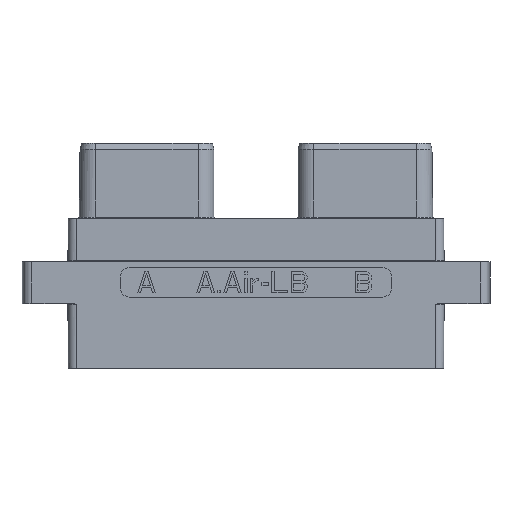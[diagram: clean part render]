
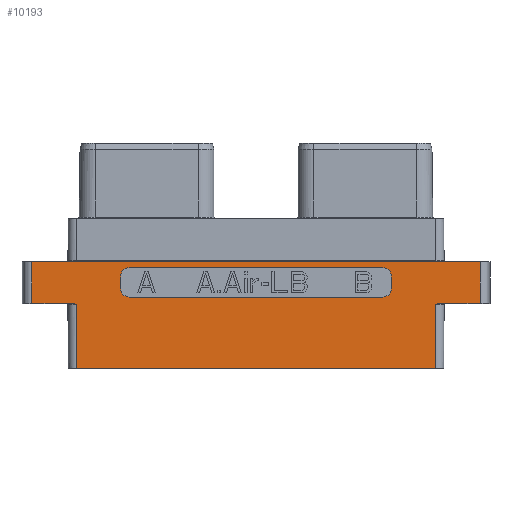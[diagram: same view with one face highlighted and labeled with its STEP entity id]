
A CAD part, top view. The second image highlights one B-rep face of the part: STEP entity #10193.
In plain terms, the highlighted planar face has unit normal (0, 0, 1).
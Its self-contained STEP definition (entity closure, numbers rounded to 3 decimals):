
#22=DIRECTION('',(-1.,0.,0.));
#23=VECTOR('',#22,53.065);
#24=CARTESIAN_POINT('',(26.532,-5.15,7.95));
#25=LINE('',#24,#23);
#146=DIRECTION('',(0.,1.,0.));
#147=VECTOR('',#146,4.96);
#148=CARTESIAN_POINT('',(26.532,-10.11,7.95));
#149=LINE('',#148,#147);
#164=CARTESIAN_POINT('',(-15.,-6.86,7.95));
#165=DIRECTION('',(0.,0.,1.));
#166=DIRECTION('',(0.,1.,0.));
#167=AXIS2_PLACEMENT_3D('',#164,#165,#166);
#169=DIRECTION('',(0.,-1.,0.));
#170=VECTOR('',#169,1.5);
#171=CARTESIAN_POINT('',(-16.,-6.86,7.95));
#172=LINE('',#171,#170);
#173=CARTESIAN_POINT('',(-15.,-8.36,7.95));
#174=DIRECTION('',(0.,0.,1.));
#175=DIRECTION('',(-1.,0.,0.));
#176=AXIS2_PLACEMENT_3D('',#173,#174,#175);
#178=DIRECTION('',(1.,0.,0.));
#179=VECTOR('',#178,30.);
#180=CARTESIAN_POINT('',(-15.,-9.36,7.95));
#181=LINE('',#180,#179);
#182=CARTESIAN_POINT('',(15.,-8.36,7.95));
#183=DIRECTION('',(0.,0.,1.));
#184=DIRECTION('',(0.,-1.,0.));
#185=AXIS2_PLACEMENT_3D('',#182,#183,#184);
#187=DIRECTION('',(0.,1.,0.));
#188=VECTOR('',#187,1.5);
#189=CARTESIAN_POINT('',(16.,-8.36,7.95));
#190=LINE('',#189,#188);
#191=CARTESIAN_POINT('',(15.,-6.86,7.95));
#192=DIRECTION('',(0.,0.,1.));
#193=DIRECTION('',(1.,0.,0.));
#194=AXIS2_PLACEMENT_3D('',#191,#192,#193);
#196=DIRECTION('',(-1.,0.,0.));
#197=VECTOR('',#196,30.);
#198=CARTESIAN_POINT('',(15.,-5.86,7.95));
#199=LINE('',#198,#197);
#208=CARTESIAN_POINT('',(-21.259,-10.21,7.95));
#210=DIRECTION('',(0.006,-1.,0.));
#211=VECTOR('',#210,7.6);
#212=CARTESIAN_POINT('',(-21.259,-10.21,7.95));
#213=LINE('',#212,#211);
#214=CARTESIAN_POINT('',(-21.21,-17.81,7.95));
#237=CARTESIAN_POINT('',(-21.718,-10.11,7.95));
#238=CARTESIAN_POINT('',(-21.671,-10.11,7.95));
#239=CARTESIAN_POINT('',(-21.575,-10.121,7.95));
#240=CARTESIAN_POINT('',(-21.421,-10.159,7.95));
#241=CARTESIAN_POINT('',(-21.314,-10.193,7.95));
#242=CARTESIAN_POINT('',(-21.259,-10.21,7.95));
#250=CARTESIAN_POINT('',(-21.718,-10.11,7.95));
#286=DIRECTION('',(1.,0.,0.));
#287=VECTOR('',#286,4.815);
#288=CARTESIAN_POINT('',(-26.532,-10.11,7.95));
#289=LINE('',#288,#287);
#374=DIRECTION('',(1.,0.,0.));
#375=VECTOR('',#374,42.42);
#376=CARTESIAN_POINT('',(-21.21,-17.81,7.95));
#377=LINE('',#376,#375);
#401=CARTESIAN_POINT('',(21.259,-10.21,7.95));
#427=CARTESIAN_POINT('',(21.21,-17.81,7.95));
#429=DIRECTION('',(0.006,1.,0.));
#430=VECTOR('',#429,7.6);
#431=CARTESIAN_POINT('',(21.21,-17.81,7.95));
#432=LINE('',#431,#430);
#433=CARTESIAN_POINT('',(21.259,-10.21,7.95));
#434=CARTESIAN_POINT('',(21.314,-10.193,7.95));
#435=CARTESIAN_POINT('',(21.421,-10.159,7.95));
#436=CARTESIAN_POINT('',(21.575,-10.121,7.95));
#437=CARTESIAN_POINT('',(21.671,-10.11,7.95));
#438=CARTESIAN_POINT('',(21.718,-10.11,7.95));
#440=CARTESIAN_POINT('',(21.718,-10.11,7.95));
#448=DIRECTION('',(1.,0.,0.));
#449=VECTOR('',#448,4.815);
#450=CARTESIAN_POINT('',(21.718,-10.11,7.95));
#451=LINE('',#450,#449);
#783=DIRECTION('',(0.,-1.,0.));
#784=VECTOR('',#783,4.96);
#785=CARTESIAN_POINT('',(-26.532,-5.15,7.95));
#786=LINE('',#785,#784);
#9397=VERTEX_POINT('',#427);
#9400=VERTEX_POINT('',#214);
#9404=CARTESIAN_POINT('',(26.532,-10.11,7.95));
#9405=CARTESIAN_POINT('',(26.532,-5.15,7.95));
#9406=VERTEX_POINT('',#9404);
#9407=VERTEX_POINT('',#9405);
#9420=CARTESIAN_POINT('',(-26.532,-5.15,7.95));
#9421=CARTESIAN_POINT('',(-26.532,-10.11,7.95));
#9422=VERTEX_POINT('',#9420);
#9423=VERTEX_POINT('',#9421);
#9854=CARTESIAN_POINT('',(-15.,-5.86,7.95));
#9855=CARTESIAN_POINT('',(-16.,-6.86,7.95));
#9856=VERTEX_POINT('',#9854);
#9857=VERTEX_POINT('',#9855);
#9858=CARTESIAN_POINT('',(-16.,-8.36,7.95));
#9859=VERTEX_POINT('',#9858);
#9860=CARTESIAN_POINT('',(-15.,-9.36,7.95));
#9861=VERTEX_POINT('',#9860);
#9862=CARTESIAN_POINT('',(15.,-9.36,7.95));
#9863=VERTEX_POINT('',#9862);
#9864=CARTESIAN_POINT('',(16.,-8.36,7.95));
#9865=VERTEX_POINT('',#9864);
#9866=CARTESIAN_POINT('',(16.,-6.86,7.95));
#9867=VERTEX_POINT('',#9866);
#9868=CARTESIAN_POINT('',(15.,-5.86,7.95));
#9869=VERTEX_POINT('',#9868);
#9894=VERTEX_POINT('',#440);
#9896=VERTEX_POINT('',#401);
#9914=VERTEX_POINT('',#208);
#9916=VERTEX_POINT('',#250);
#10150=CARTESIAN_POINT('',(-27.69,-5.15,7.95));
#10151=DIRECTION('',(0.,0.,1.));
#10152=DIRECTION('',(1.,0.,0.));
#10153=AXIS2_PLACEMENT_3D('',#10150,#10151,#10152);
#10154=PLANE('',#10153);
#10156=ORIENTED_EDGE('',*,*,#10155,.F.);
#10158=ORIENTED_EDGE('',*,*,#10157,.F.);
#10160=ORIENTED_EDGE('',*,*,#10159,.F.);
#10162=ORIENTED_EDGE('',*,*,#10161,.F.);
#10163=ORIENTED_EDGE('',*,*,#10069,.F.);
#10164=ORIENTED_EDGE('',*,*,#10140,.F.);
#10166=ORIENTED_EDGE('',*,*,#10165,.F.);
#10168=ORIENTED_EDGE('',*,*,#10167,.F.);
#10170=ORIENTED_EDGE('',*,*,#10169,.F.);
#10172=ORIENTED_EDGE('',*,*,#10171,.F.);
#10173=EDGE_LOOP('',(#10156,#10158,#10160,#10162,#10163,#10164,#10166,#10168,
#10170,#10172));
#10174=FACE_OUTER_BOUND('',#10173,.F.);
#10176=ORIENTED_EDGE('',*,*,#10175,.T.);
#10178=ORIENTED_EDGE('',*,*,#10177,.T.);
#10180=ORIENTED_EDGE('',*,*,#10179,.T.);
#10182=ORIENTED_EDGE('',*,*,#10181,.T.);
#10184=ORIENTED_EDGE('',*,*,#10183,.T.);
#10186=ORIENTED_EDGE('',*,*,#10185,.T.);
#10188=ORIENTED_EDGE('',*,*,#10187,.T.);
#10190=ORIENTED_EDGE('',*,*,#10189,.T.);
#10191=EDGE_LOOP('',(#10176,#10178,#10180,#10182,#10184,#10186,#10188,#10190));
#10192=FACE_BOUND('',#10191,.F.);
#10193=ADVANCED_FACE('',(#10174,#10192),#10154,.T.);
#168=CIRCLE('',#167,1.);
#177=CIRCLE('',#176,1.);
#186=CIRCLE('',#185,1.);
#195=CIRCLE('',#194,1.);
#243=B_SPLINE_CURVE_WITH_KNOTS('',3,(#237,#238,#239,#240,#241,#242),
.UNSPECIFIED.,.F.,.F.,(4,1,1,4),(0.,0.333,0.667,1.),
.UNSPECIFIED.);
#439=B_SPLINE_CURVE_WITH_KNOTS('',3,(#433,#434,#435,#436,#437,#438),
.UNSPECIFIED.,.F.,.F.,(4,1,1,4),(0.,0.333,0.667,1.),
.UNSPECIFIED.);
#10069=EDGE_CURVE('',#9407,#9422,#25,.T.);
#10140=EDGE_CURVE('',#9406,#9407,#149,.T.);
#10155=EDGE_CURVE('',#9914,#9400,#213,.T.);
#10157=EDGE_CURVE('',#9916,#9914,#243,.T.);
#10159=EDGE_CURVE('',#9423,#9916,#289,.T.);
#10161=EDGE_CURVE('',#9422,#9423,#786,.T.);
#10165=EDGE_CURVE('',#9894,#9406,#451,.T.);
#10167=EDGE_CURVE('',#9896,#9894,#439,.T.);
#10169=EDGE_CURVE('',#9397,#9896,#432,.T.);
#10171=EDGE_CURVE('',#9400,#9397,#377,.T.);
#10175=EDGE_CURVE('',#9856,#9857,#168,.T.);
#10177=EDGE_CURVE('',#9857,#9859,#172,.T.);
#10179=EDGE_CURVE('',#9859,#9861,#177,.T.);
#10181=EDGE_CURVE('',#9861,#9863,#181,.T.);
#10183=EDGE_CURVE('',#9863,#9865,#186,.T.);
#10185=EDGE_CURVE('',#9865,#9867,#190,.T.);
#10187=EDGE_CURVE('',#9867,#9869,#195,.T.);
#10189=EDGE_CURVE('',#9869,#9856,#199,.T.);
